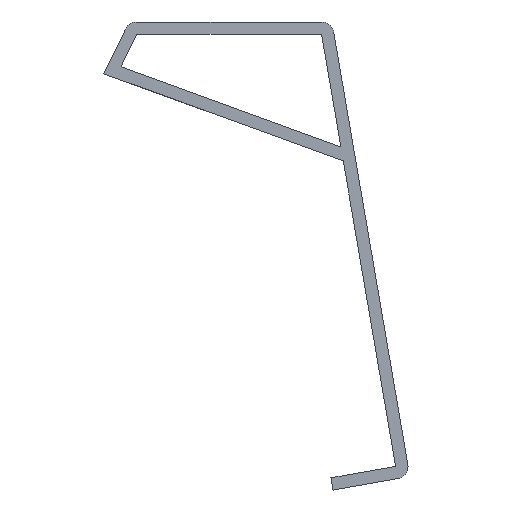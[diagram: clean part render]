
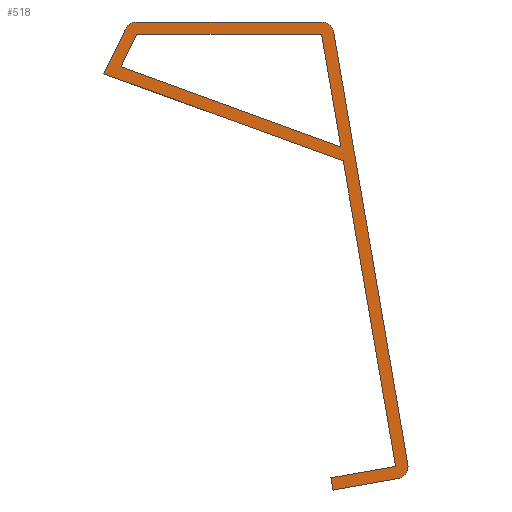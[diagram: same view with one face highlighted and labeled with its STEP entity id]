
A CAD part, front view. The second image highlights one B-rep face of the part: STEP entity #518.
In plain terms, the highlighted planar face has unit normal (0, -1, 0).
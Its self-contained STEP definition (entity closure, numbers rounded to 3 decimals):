
#49=CARTESIAN_POINT('Vertex',(436.981,0.,-62.902)) ;
#52=CARTESIAN_POINT('Axis2P3D Location',(425.154,0.,-64.931)) ;
#56=CARTESIAN_POINT('Vertex',(427.237,0.,-76.748)) ;
#87=CARTESIAN_POINT('Vertex',(365.129,0.,356.029)) ;
#90=CARTESIAN_POINT('Line Origine',(402.162,0.,140.105)) ;
#118=CARTESIAN_POINT('Vertex',(353.301,0.,366.)) ;
#121=CARTESIAN_POINT('Axis2P3D Location',(353.301,0.,354.)) ;
#149=CARTESIAN_POINT('Vertex',(173.972,0.,366.)) ;
#152=CARTESIAN_POINT('Line Origine',(289.729,0.,366.)) ;
#180=CARTESIAN_POINT('Vertex',(163.152,0.,359.189)) ;
#183=CARTESIAN_POINT('Axis2P3D Location',(173.972,0.,354.)) ;
#207=CARTESIAN_POINT('Vertex',(142.304,0.,315.718)) ;
#212=CARTESIAN_POINT('Line Origine',(144.558,0.,320.419)) ;
#245=CARTESIAN_POINT('Vertex',(374.353,0.,231.259)) ;
#248=CARTESIAN_POINT('Line Origine',(258.328,0.,273.489)) ;
#276=CARTESIAN_POINT('Vertex',(425.154,0.,-64.931)) ;
#279=CARTESIAN_POINT('Line Origine',(399.753,0.,83.164)) ;
#307=CARTESIAN_POINT('Vertex',(362.376,0.,-76.)) ;
#310=CARTESIAN_POINT('Line Origine',(393.765,0.,-70.465)) ;
#333=CARTESIAN_POINT('Vertex',(364.46,0.,-87.818)) ;
#336=CARTESIAN_POINT('Line Origine',(363.418,0.,-81.909)) ;
#363=CARTESIAN_POINT('Line Origine',(290.77,0.,-100.811)) ;
#393=CARTESIAN_POINT('Vertex',(353.301,0.,354.)) ;
#396=CARTESIAN_POINT('Line Origine',(263.637,0.,354.)) ;
#400=CARTESIAN_POINT('Vertex',(173.972,0.,354.)) ;
#426=CARTESIAN_POINT('Vertex',(372.017,0.,244.879)) ;
#429=CARTESIAN_POINT('Line Origine',(362.659,0.,299.44)) ;
#457=CARTESIAN_POINT('Vertex',(158.849,0.,322.466)) ;
#460=CARTESIAN_POINT('Line Origine',(265.433,0.,283.673)) ;
#482=CARTESIAN_POINT('Line Origine',(166.41,0.,338.233)) ;
#494=CARTESIAN_POINT('Axis2P3D Location',(0.,0.,0.)) ;
#92=VECTOR('Line Direction',#91,1.) ;
#154=VECTOR('Line Direction',#153,1.) ;
#214=VECTOR('Line Direction',#213,1.) ;
#250=VECTOR('Line Direction',#249,1.) ;
#281=VECTOR('Line Direction',#280,1.) ;
#312=VECTOR('Line Direction',#311,1.) ;
#338=VECTOR('Line Direction',#337,1.) ;
#365=VECTOR('Line Direction',#364,1.) ;
#398=VECTOR('Line Direction',#397,1.) ;
#431=VECTOR('Line Direction',#430,1.) ;
#462=VECTOR('Line Direction',#461,1.) ;
#484=VECTOR('Line Direction',#483,1.) ;
#53=DIRECTION('Axis2P3D Direction',(0.,-1.,0.)) ;
#91=DIRECTION('Vector Direction',(-0.169,0.,0.986)) ;
#122=DIRECTION('Axis2P3D Direction',(0.,-1.,0.)) ;
#153=DIRECTION('Vector Direction',(-1.,0.,0.)) ;
#184=DIRECTION('Axis2P3D Direction',(0.,-1.,0.)) ;
#213=DIRECTION('Vector Direction',(-0.432,0.,-0.902)) ;
#249=DIRECTION('Vector Direction',(-0.94,0.,0.342)) ;
#280=DIRECTION('Vector Direction',(0.169,0.,-0.986)) ;
#311=DIRECTION('Vector Direction',(-0.985,0.,-0.174)) ;
#337=DIRECTION('Vector Direction',(0.174,0.,-0.985)) ;
#364=DIRECTION('Vector Direction',(0.985,0.,0.174)) ;
#397=DIRECTION('Vector Direction',(1.,0.,0.)) ;
#430=DIRECTION('Vector Direction',(0.169,0.,-0.986)) ;
#461=DIRECTION('Vector Direction',(-0.94,0.,0.342)) ;
#483=DIRECTION('Vector Direction',(0.432,0.,0.902)) ;
#495=DIRECTION('Axis2P3D Direction',(0.,-1.,0.)) ;
#496=DIRECTION('Axis2P3D XDirection',(1.,0.,0.)) ;
#54=AXIS2_PLACEMENT_3D('Circle Axis2P3D',#52,#53,$) ;
#123=AXIS2_PLACEMENT_3D('Circle Axis2P3D',#121,#122,$) ;
#185=AXIS2_PLACEMENT_3D('Circle Axis2P3D',#183,#184,$) ;
#497=AXIS2_PLACEMENT_3D('Plane Axis2P3D',#494,#495,#496) ;
#93=LINE('Line',#90,#92) ;
#155=LINE('Line',#152,#154) ;
#215=LINE('Line',#212,#214) ;
#251=LINE('Line',#248,#250) ;
#282=LINE('Line',#279,#281) ;
#313=LINE('Line',#310,#312) ;
#339=LINE('Line',#336,#338) ;
#366=LINE('Line',#363,#365) ;
#399=LINE('Line',#396,#398) ;
#432=LINE('Line',#429,#431) ;
#463=LINE('Line',#460,#462) ;
#485=LINE('Line',#482,#484) ;
#55=CIRCLE('generated circle',#54,12.) ;
#124=CIRCLE('generated circle',#123,12.) ;
#186=CIRCLE('generated circle',#185,12.) ;
#498=PLANE('',#497) ;
#517=FACE_BOUND('',#512,.T.) ;
#58=EDGE_CURVE('',#57,#50,#55,.T.) ;
#94=EDGE_CURVE('',#50,#88,#93,.T.) ;
#125=EDGE_CURVE('',#88,#119,#124,.T.) ;
#156=EDGE_CURVE('',#119,#150,#155,.T.) ;
#187=EDGE_CURVE('',#150,#181,#186,.T.) ;
#216=EDGE_CURVE('',#181,#208,#215,.T.) ;
#252=EDGE_CURVE('',#208,#246,#251,.F.) ;
#283=EDGE_CURVE('',#246,#277,#282,.T.) ;
#314=EDGE_CURVE('',#277,#308,#313,.T.) ;
#340=EDGE_CURVE('',#308,#334,#339,.T.) ;
#367=EDGE_CURVE('',#334,#57,#366,.T.) ;
#402=EDGE_CURVE('',#401,#394,#399,.T.) ;
#433=EDGE_CURVE('',#394,#427,#432,.T.) ;
#464=EDGE_CURVE('',#427,#458,#463,.T.) ;
#486=EDGE_CURVE('',#458,#401,#485,.T.) ;
#500=ORIENTED_EDGE('',*,*,#58,.T.) ;
#501=ORIENTED_EDGE('',*,*,#94,.T.) ;
#502=ORIENTED_EDGE('',*,*,#125,.T.) ;
#503=ORIENTED_EDGE('',*,*,#156,.T.) ;
#504=ORIENTED_EDGE('',*,*,#187,.T.) ;
#505=ORIENTED_EDGE('',*,*,#216,.T.) ;
#506=ORIENTED_EDGE('',*,*,#252,.T.) ;
#507=ORIENTED_EDGE('',*,*,#283,.T.) ;
#508=ORIENTED_EDGE('',*,*,#314,.T.) ;
#509=ORIENTED_EDGE('',*,*,#340,.T.) ;
#510=ORIENTED_EDGE('',*,*,#367,.T.) ;
#513=ORIENTED_EDGE('',*,*,#402,.T.) ;
#514=ORIENTED_EDGE('',*,*,#433,.T.) ;
#515=ORIENTED_EDGE('',*,*,#464,.T.) ;
#516=ORIENTED_EDGE('',*,*,#486,.T.) ;
#499=EDGE_LOOP('',(#500,#501,#502,#503,#504,#505,#506,#507,#508,#509,#510)) ;
#512=EDGE_LOOP('',(#513,#514,#515,#516)) ;
#50=VERTEX_POINT('',#49) ;
#57=VERTEX_POINT('',#56) ;
#88=VERTEX_POINT('',#87) ;
#119=VERTEX_POINT('',#118) ;
#150=VERTEX_POINT('',#149) ;
#181=VERTEX_POINT('',#180) ;
#208=VERTEX_POINT('',#207) ;
#246=VERTEX_POINT('',#245) ;
#277=VERTEX_POINT('',#276) ;
#308=VERTEX_POINT('',#307) ;
#334=VERTEX_POINT('',#333) ;
#394=VERTEX_POINT('',#393) ;
#401=VERTEX_POINT('',#400) ;
#427=VERTEX_POINT('',#426) ;
#458=VERTEX_POINT('',#457) ;
#518=ADVANCED_FACE('PartBody',(#511,#517),#498,.T.) ;
#511=FACE_OUTER_BOUND('',#499,.T.) ;
